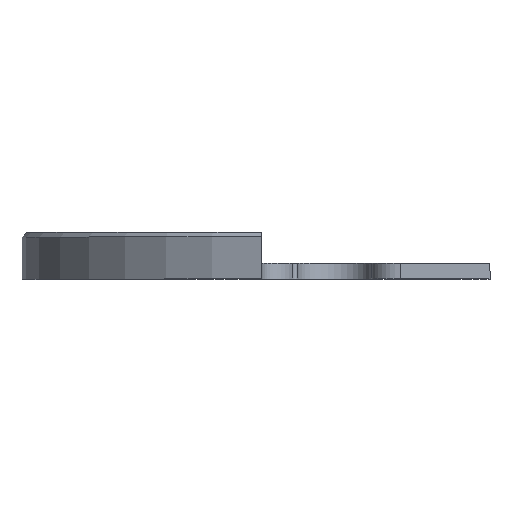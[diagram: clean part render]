
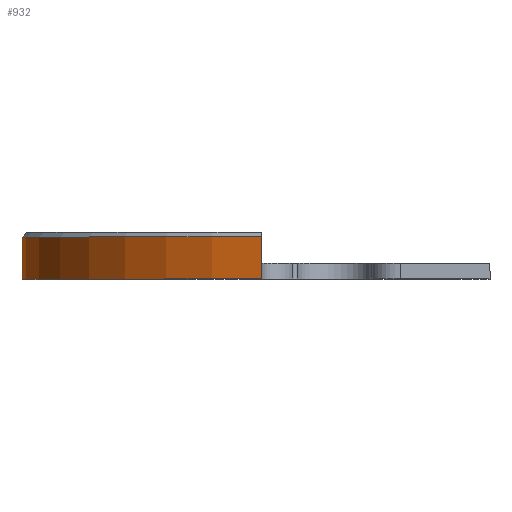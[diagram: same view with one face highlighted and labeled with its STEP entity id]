
A CAD part, top view. The second image highlights one B-rep face of the part: STEP entity #932.
In plain terms, the highlighted cylindrical face has radius 20 mm (diameter 40 mm), a partial arc.
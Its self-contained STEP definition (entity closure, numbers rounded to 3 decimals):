
#63=CYLINDRICAL_SURFACE('',#1041,20.);
#97=FACE_OUTER_BOUND('',#148,.T.);
#148=EDGE_LOOP('',(#759,#760,#761,#762));
#236=LINE('',#1562,#327);
#238=LINE('',#1566,#329);
#327=VECTOR('',#1259,1000.);
#329=VECTOR('',#1263,1000.);
#389=CIRCLE('',#1037,20.);
#392=CIRCLE('',#1042,20.);
#473=VERTEX_POINT('',#1547);
#474=VERTEX_POINT('',#1549);
#478=VERTEX_POINT('',#1561);
#479=VERTEX_POINT('',#1565);
#581=EDGE_CURVE('',#474,#473,#389,.T.);
#588=EDGE_CURVE('',#474,#478,#236,.T.);
#590=EDGE_CURVE('',#473,#479,#238,.T.);
#591=EDGE_CURVE('',#478,#479,#392,.T.);
#759=ORIENTED_EDGE('',*,*,#588,.F.);
#760=ORIENTED_EDGE('',*,*,#581,.T.);
#761=ORIENTED_EDGE('',*,*,#590,.T.);
#762=ORIENTED_EDGE('',*,*,#591,.F.);
#932=ADVANCED_FACE('',(#97),#63,.T.);
#1037=AXIS2_PLACEMENT_3D('',#1550,#1247,#1248);
#1041=AXIS2_PLACEMENT_3D('',#1564,#1261,#1262);
#1042=AXIS2_PLACEMENT_3D('',#1567,#1264,#1265);
#1247=DIRECTION('center_axis',(0.,1.,0.));
#1248=DIRECTION('ref_axis',(0.,0.,1.));
#1259=DIRECTION('',(0.,1.,0.));
#1261=DIRECTION('center_axis',(0.,1.,0.));
#1262=DIRECTION('ref_axis',(0.,0.,-1.));
#1263=DIRECTION('',(0.,1.,0.));
#1264=DIRECTION('center_axis',(0.,1.,0.));
#1265=DIRECTION('ref_axis',(0.,0.,1.));
#1547=CARTESIAN_POINT('',(34.452,0.,14.65));
#1549=CARTESIAN_POINT('',(15.,0.,30.));
#1550=CARTESIAN_POINT('Origin',(15.,0.,10.));
#1561=CARTESIAN_POINT('',(15.,2.7,30.));
#1562=CARTESIAN_POINT('',(15.,-0.001,30.));
#1564=CARTESIAN_POINT('Origin',(15.,-0.001,10.));
#1565=CARTESIAN_POINT('',(34.452,2.7,14.65));
#1566=CARTESIAN_POINT('',(34.452,-0.001,14.65));
#1567=CARTESIAN_POINT('Origin',(15.,2.7,10.));
